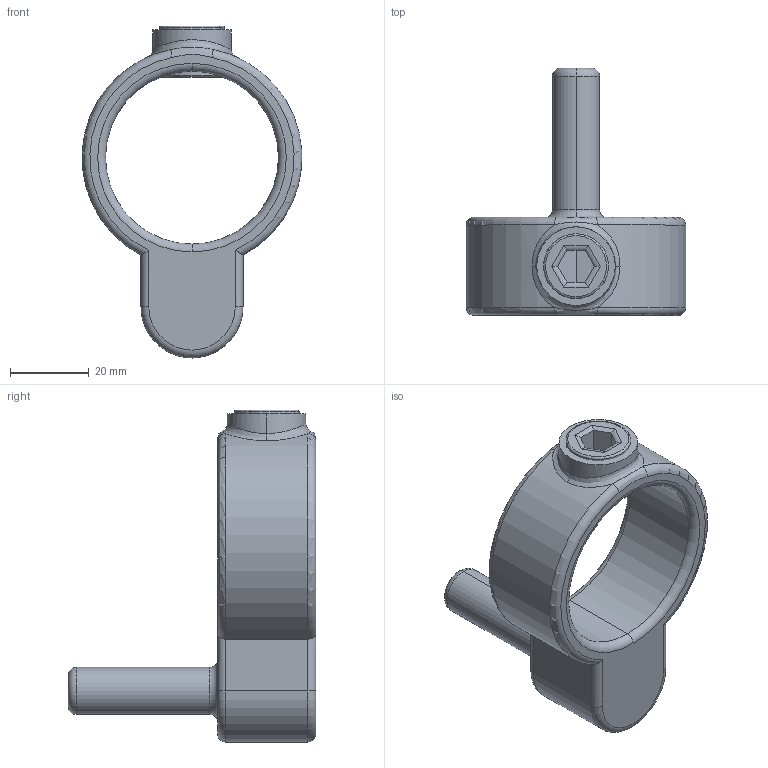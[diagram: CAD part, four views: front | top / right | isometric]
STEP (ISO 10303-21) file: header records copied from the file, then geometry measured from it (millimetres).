
FILE_DESCRIPTION (( 'STEP AP203' ), '1' );
FILE_NAME ('140-C42.step', '2015-09-17T16:20:02', ( '' ), ( '' ), 'SwSTEP 2.0', 'SolidWorks 2015', '' );
FILE_SCHEMA (( 'CONFIG_CONTROL_DESIGN' ));
Length unit declared in the file: millimetre
Products named in the file (3): 140-C42 Teil1; 140-C42 Teil2; 140-C42
Assembly tree (2 placements, depth 2):
  140-C42
    140-C42 Teil1
    140-C42 Teil2
Bounding box: 55.89 x 63 x 84.5 mm (x, y, z)
Volume: 42711 mm3; surface area: 14389.6 mm2
Topology: 2 solids, 2 shells, 66 faces, 150 edges, 88 vertices
Faces by surface type: cylinder 30, torus 18, plane 14, bspline 4
Entity records: 2848 total; most frequent: CARTESIAN_POINT 1102, DIRECTION 316, ORIENTED_EDGE 300, EDGE_CURVE 150, AXIS2_PLACEMENT_3D 131, VERTEX_POINT 88, EDGE_LOOP 72, FACE_OUTER_BOUND 66
